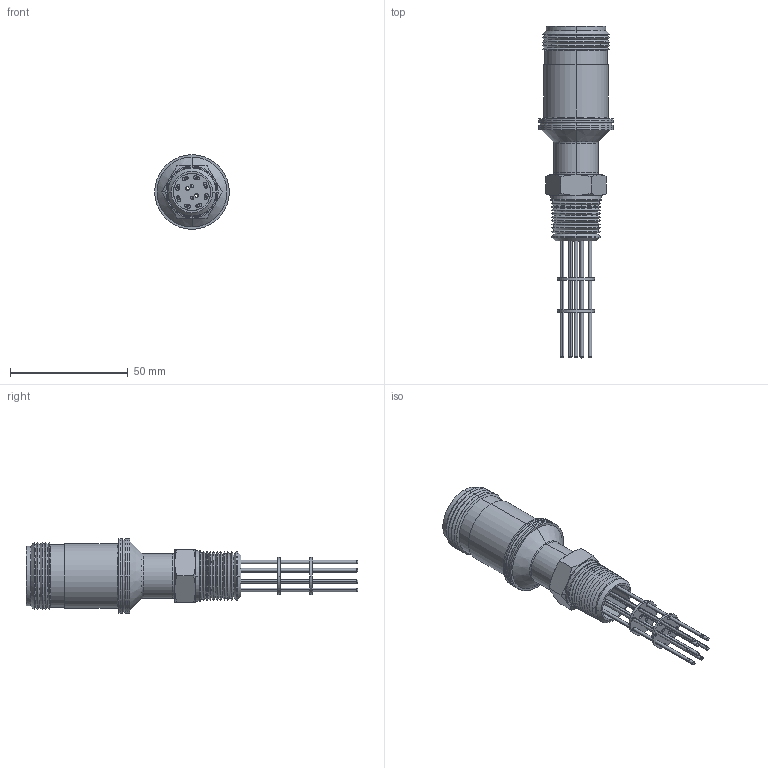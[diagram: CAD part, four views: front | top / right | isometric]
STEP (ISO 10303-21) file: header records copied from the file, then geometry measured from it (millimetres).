
FILE_DESCRIPTION (( 'STEP AP203' ), '1' );
FILE_NAME ('A0198-12-NPT.STEP', '2011-09-12T17:33:14', ( '' ), ( '' ), 'SwSTEP 2.0', 'SolidWorks 2011', '' );
FILE_SCHEMA (( 'CONFIG_CONTROL_DESIGN' ));
Length unit declared in the file: inch
Products named in the file (1): A0198-12-NPT
Bounding box: 31.75 x 141.22 x 31.75 mm (x, y, z)
Surface area: 19631.3 mm2 (no closed solid volume)
Topology: 0 solids, 26 shells, 269 faces, 714 edges, 446 vertices
Faces by surface type: cylinder 100, cone 88, bspline 46, plane 35
Entity records: 10333 total; most frequent: CARTESIAN_POINT 3704, DIRECTION 1476, ORIENTED_EDGE 1279, EDGE_CURVE 678, AXIS2_PLACEMENT_3D 638, VERTEX_POINT 446, CIRCLE 414, EDGE_LOOP 323
